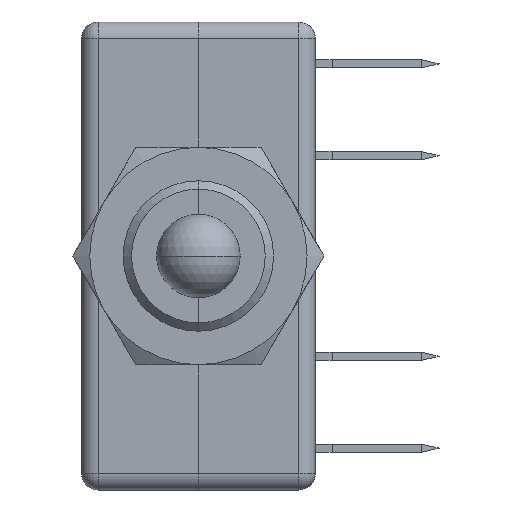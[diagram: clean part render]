
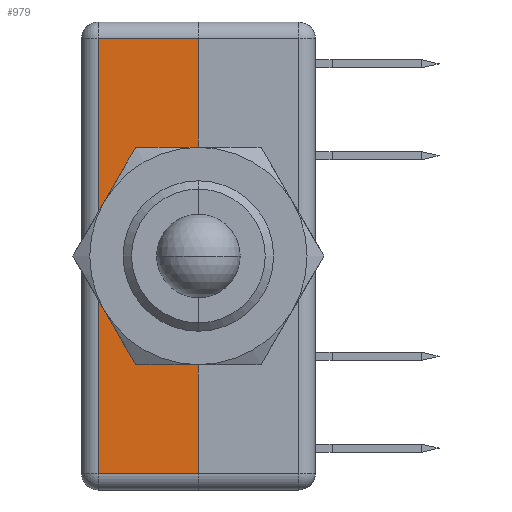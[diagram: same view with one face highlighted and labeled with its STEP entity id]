
A CAD part, left-side view. The second image highlights one B-rep face of the part: STEP entity #979.
In plain terms, the highlighted planar face has unit normal (-1, 0, 0).
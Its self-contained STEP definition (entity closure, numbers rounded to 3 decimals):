
#8 = VECTOR ( 'NONE', #4912, 1000. ) ;
#445 = VERTEX_POINT ( 'NONE', #511 ) ;
#465 = FACE_OUTER_BOUND ( 'NONE', #1231, .T. ) ;
#479 = DIRECTION ( 'NONE',  ( 0., 0., -1. ) ) ;
#511 = CARTESIAN_POINT ( 'NONE',  ( 0., 7., -4.9 ) ) ;
#756 = DIRECTION ( 'NONE',  ( 0., 0., -1. ) ) ;
#802 = LINE ( 'NONE', #5512, #8 ) ;
#846 = CARTESIAN_POINT ( 'NONE',  ( 0., 7., 13. ) ) ;
#956 = DIRECTION ( 'NONE',  ( 0., 0., -1. ) ) ;
#979 = ADVANCED_FACE ( 'NONE', ( #465 ), #2285, .F. ) ;
#1039 = DIRECTION ( 'NONE',  ( 0., 0., -1. ) ) ;
#1078 = DIRECTION ( 'NONE',  ( 1., 0., 0. ) ) ;
#1105 = EDGE_CURVE ( 'NONE', #2702, #5616, #3553, .T. ) ;
#1231 = EDGE_LOOP ( 'NONE', ( #3078, #5558, #4697, #4369, #1654, #4090 ) ) ;
#1295 = CIRCLE ( 'NONE', #2970, 4.9 ) ;
#1366 = DIRECTION ( 'NONE',  ( 1., 0., 0. ) ) ;
#1557 = CARTESIAN_POINT ( 'NONE',  ( 0., 7., 14. ) ) ;
#1642 = CARTESIAN_POINT ( 'NONE',  ( 0., 7., 14. ) ) ;
#1654 = ORIENTED_EDGE ( 'NONE', *, *, #5009, .T. ) ;
#1685 = CARTESIAN_POINT ( 'NONE',  ( 0., 0., 14. ) ) ;
#1748 = EDGE_CURVE ( 'NONE', #3599, #3658, #2241, .T. ) ;
#1959 = CARTESIAN_POINT ( 'NONE',  ( 0., 7., 0. ) ) ;
#2133 = AXIS2_PLACEMENT_3D ( 'NONE', #1685, #1078, #479 ) ;
#2157 = LINE ( 'NONE', #1557, #5857 ) ;
#2241 = LINE ( 'NONE', #1642, #2390 ) ;
#2285 = PLANE ( 'NONE',  #2133 ) ;
#2318 = DIRECTION ( 'NONE',  ( 0., 0., 1. ) ) ;
#2390 = VECTOR ( 'NONE', #1039, 1000. ) ;
#2444 = CARTESIAN_POINT ( 'NONE',  ( 0., 1., 13. ) ) ;
#2508 = EDGE_CURVE ( 'NONE', #3658, #445, #1295, .T. ) ;
#2681 = CARTESIAN_POINT ( 'NONE',  ( 0., 1., -13. ) ) ;
#2702 = VERTEX_POINT ( 'NONE', #2681 ) ;
#2735 = VERTEX_POINT ( 'NONE', #3005 ) ;
#2848 = CARTESIAN_POINT ( 'NONE',  ( 0., 7., 4.9 ) ) ;
#2941 = CARTESIAN_POINT ( 'NONE',  ( 0., 1., 14. ) ) ;
#2970 = AXIS2_PLACEMENT_3D ( 'NONE', #1959, #1366, #756 ) ;
#2993 = VECTOR ( 'NONE', #4639, 1000. ) ;
#3005 = CARTESIAN_POINT ( 'NONE',  ( 0., 7., -13. ) ) ;
#3078 = ORIENTED_EDGE ( 'NONE', *, *, #2508, .T. ) ;
#3086 = EDGE_CURVE ( 'NONE', #2735, #2702, #5847, .T. ) ;
#3553 = LINE ( 'NONE', #2941, #5349 ) ;
#3599 = VERTEX_POINT ( 'NONE', #846 ) ;
#3658 = VERTEX_POINT ( 'NONE', #2848 ) ;
#4090 = ORIENTED_EDGE ( 'NONE', *, *, #1748, .T. ) ;
#4369 = ORIENTED_EDGE ( 'NONE', *, *, #1105, .T. ) ;
#4539 = EDGE_CURVE ( 'NONE', #445, #2735, #2157, .T. ) ;
#4639 = DIRECTION ( 'NONE',  ( 0., -1., 0. ) ) ;
#4697 = ORIENTED_EDGE ( 'NONE', *, *, #3086, .T. ) ;
#4912 = DIRECTION ( 'NONE',  ( 0., 1., 0. ) ) ;
#5009 = EDGE_CURVE ( 'NONE', #5616, #3599, #802, .T. ) ;
#5237 = CARTESIAN_POINT ( 'NONE',  ( 0., 0., -13. ) ) ;
#5349 = VECTOR ( 'NONE', #2318, 1000. ) ;
#5512 = CARTESIAN_POINT ( 'NONE',  ( 0., 0., 13. ) ) ;
#5558 = ORIENTED_EDGE ( 'NONE', *, *, #4539, .T. ) ;
#5616 = VERTEX_POINT ( 'NONE', #2444 ) ;
#5847 = LINE ( 'NONE', #5237, #2993 ) ;
#5857 = VECTOR ( 'NONE', #956, 1000. ) ;
